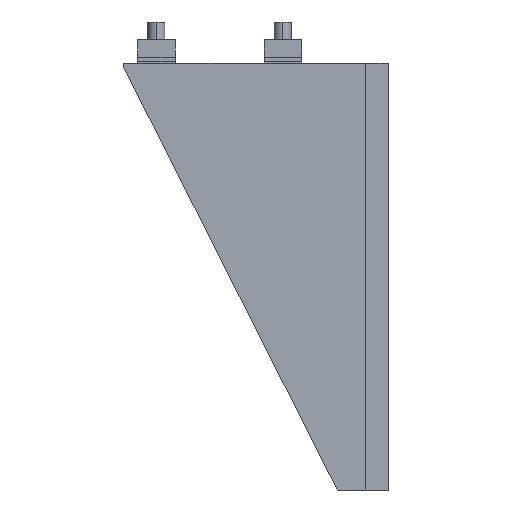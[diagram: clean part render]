
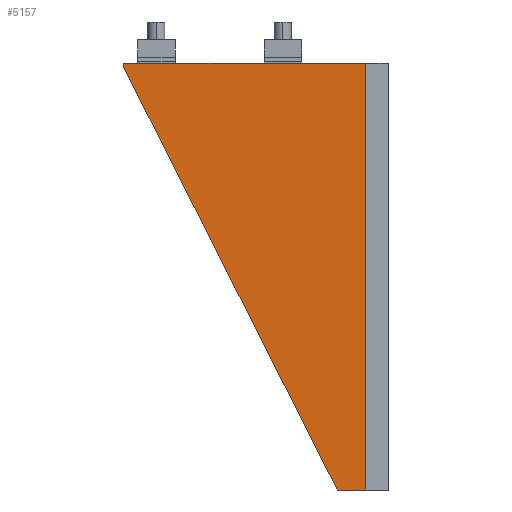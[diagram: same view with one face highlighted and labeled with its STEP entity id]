
A CAD part, left-side view. The second image highlights one B-rep face of the part: STEP entity #5157.
In plain terms, the highlighted face is planar.
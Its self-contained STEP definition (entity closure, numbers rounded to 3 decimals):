
#111 = CARTESIAN_POINT ( 'NONE',  ( 0., 93., 0. ) ) ;
#113 = ORIENTED_EDGE ( 'NONE', *, *, #4754, .T. ) ;
#193 = VERTEX_POINT ( 'NONE', #5156 ) ;
#251 = VECTOR ( 'NONE', #5473, 1000. ) ;
#461 = VERTEX_POINT ( 'NONE', #1135 ) ;
#617 = VERTEX_POINT ( 'NONE', #5597 ) ;
#692 = ORIENTED_EDGE ( 'NONE', *, *, #5181, .T. ) ;
#962 = EDGE_CURVE ( 'NONE', #461, #617, #2153, .T. ) ;
#1135 = CARTESIAN_POINT ( 'NONE',  ( 0., 8., 0. ) ) ;
#1775 = VECTOR ( 'NONE', #3375, 1000. ) ;
#1920 = CARTESIAN_POINT ( 'NONE',  ( 1.5, 93., 0. ) ) ;
#2095 = ORIENTED_EDGE ( 'NONE', *, *, #3990, .T. ) ;
#2100 = LINE ( 'NONE', #5175, #4414 ) ;
#2153 = LINE ( 'NONE', #3444, #2932 ) ;
#2344 = VERTEX_POINT ( 'NONE', #2737 ) ;
#2456 = CARTESIAN_POINT ( 'NONE',  ( 1.5, 93., 0. ) ) ;
#2549 = ORIENTED_EDGE ( 'NONE', *, *, #962, .F. ) ;
#2563 = EDGE_CURVE ( 'NONE', #617, #2344, #4795, .T. ) ;
#2737 = CARTESIAN_POINT ( 'NONE',  ( 150., 18., 0. ) ) ;
#2739 = ORIENTED_EDGE ( 'NONE', *, *, #2563, .F. ) ;
#2779 = PLANE ( 'NONE',  #5158 ) ;
#2932 = VECTOR ( 'NONE', #2976, 1000. ) ;
#2976 = DIRECTION ( 'NONE',  ( 1., 0., 0. ) ) ;
#2995 = CARTESIAN_POINT ( 'NONE',  ( 0., 93., 0. ) ) ;
#3206 = DIRECTION ( 'NONE',  ( 0., 0., -1. ) ) ;
#3375 = DIRECTION ( 'NONE',  ( 0., 1., 0. ) ) ;
#3444 = CARTESIAN_POINT ( 'NONE',  ( 0., 8., 0. ) ) ;
#3850 = DIRECTION ( 'NONE',  ( 1., 0., 0. ) ) ;
#3989 = VECTOR ( 'NONE', #5580, 1000. ) ;
#3990 = EDGE_CURVE ( 'NONE', #193, #4678, #2100, .T. ) ;
#4414 = VECTOR ( 'NONE', #3850, 1000. ) ;
#4514 = LINE ( 'NONE', #1920, #251 ) ;
#4678 = VERTEX_POINT ( 'NONE', #2456 ) ;
#4754 = EDGE_CURVE ( 'NONE', #461, #193, #5549, .T. ) ;
#4795 = LINE ( 'NONE', #5583, #1775 ) ;
#5156 = CARTESIAN_POINT ( 'NONE',  ( 0., 93., 0. ) ) ;
#5157 = ADVANCED_FACE ( 'NONE', ( #5288 ), #2779, .T. ) ;
#5158 = AXIS2_PLACEMENT_3D ( 'NONE', #111, #3206, #5342 ) ;
#5175 = CARTESIAN_POINT ( 'NONE',  ( 0., 93., 0. ) ) ;
#5181 = EDGE_CURVE ( 'NONE', #4678, #2344, #4514, .T. ) ;
#5288 = FACE_OUTER_BOUND ( 'NONE', #5463, .T. ) ;
#5342 = DIRECTION ( 'NONE',  ( 0., 1., 0. ) ) ;
#5463 = EDGE_LOOP ( 'NONE', ( #692, #2739, #2549, #113, #2095 ) ) ;
#5473 = DIRECTION ( 'NONE',  ( 0.893, -0.451, 0. ) ) ;
#5549 = LINE ( 'NONE', #2995, #3989 ) ;
#5580 = DIRECTION ( 'NONE',  ( 0., 1., 0. ) ) ;
#5583 = CARTESIAN_POINT ( 'NONE',  ( 150., 93., 0. ) ) ;
#5597 = CARTESIAN_POINT ( 'NONE',  ( 150., 8., 0. ) ) ;
